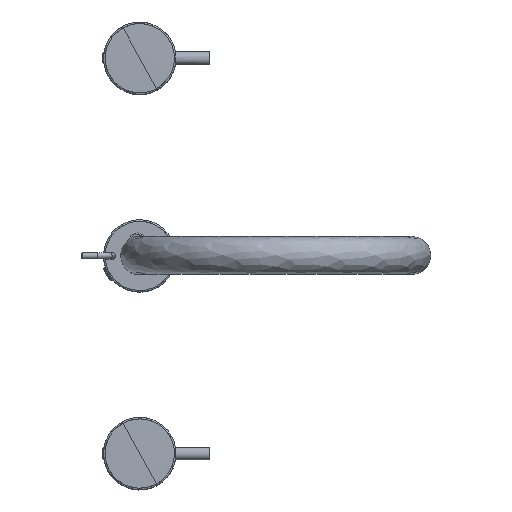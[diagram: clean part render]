
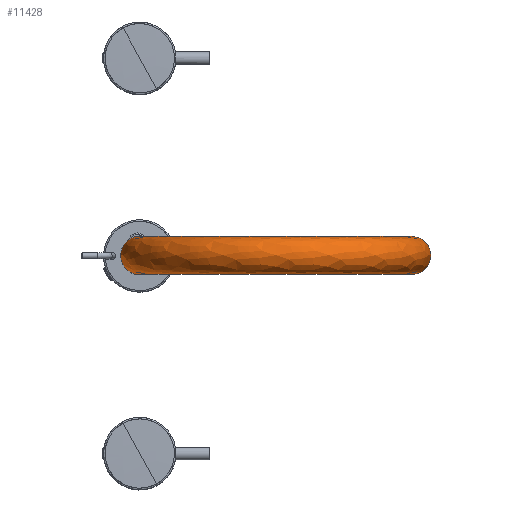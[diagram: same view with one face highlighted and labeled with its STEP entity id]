
A CAD part, top view. The second image highlights one B-rep face of the part: STEP entity #11428.
In plain terms, the highlighted face is a revolution surface.
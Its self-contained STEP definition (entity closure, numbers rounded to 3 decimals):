
#11375=CARTESIAN_POINT('Control Point',(172.,12.,194.3)) ;
#11376=CARTESIAN_POINT('Control Point',(173.885,12.,194.3)) ;
#11377=CARTESIAN_POINT('Control Point',(175.77,11.63,194.3)) ;
#11378=CARTESIAN_POINT('Control Point',(177.558,10.889,194.3)) ;
#11379=CARTESIAN_POINT('Control Point',(180.747,8.747,194.3)) ;
#11380=CARTESIAN_POINT('Control Point',(182.889,5.558,194.3)) ;
#11381=CARTESIAN_POINT('Control Point',(183.63,3.77,194.3)) ;
#11382=CARTESIAN_POINT('Control Point',(184.37,0.,194.3)) ;
#11383=CARTESIAN_POINT('Control Point',(183.63,-3.77,194.3)) ;
#11384=CARTESIAN_POINT('Control Point',(182.889,-5.558,194.3)) ;
#11385=CARTESIAN_POINT('Control Point',(180.747,-8.747,194.3)) ;
#11386=CARTESIAN_POINT('Control Point',(177.558,-10.889,194.3)) ;
#11387=CARTESIAN_POINT('Control Point',(175.77,-11.63,194.3)) ;
#11388=CARTESIAN_POINT('Control Point',(173.885,-12.,194.3)) ;
#11389=CARTESIAN_POINT('Control Point',(172.,-12.,194.3)) ;
#11390=CARTESIAN_POINT('Axis1P Location',(86.,0.,194.3)) ;
#11394=CARTESIAN_POINT('Axis2P3D Location',(86.,12.,194.3)) ;
#11398=CARTESIAN_POINT('Vertex',(0.,12.,194.3)) ;
#11400=CARTESIAN_POINT('Vertex',(172.,12.,194.3)) ;
#11403=CARTESIAN_POINT('Axis2P3D Location',(172.,0.,194.3)) ;
#11407=CARTESIAN_POINT('Vertex',(172.,-12.,194.3)) ;
#11410=CARTESIAN_POINT('Axis2P3D Location',(86.,-12.,194.3)) ;
#11414=CARTESIAN_POINT('Vertex',(0.,-12.,194.3)) ;
#11417=CARTESIAN_POINT('Axis2P3D Location',(0.,0.,194.3)) ;
#11391=DIRECTION('Axis1P Direction',(0.,-1.,0.)) ;
#11395=DIRECTION('Axis2P3D Direction',(0.,-1.,0.)) ;
#11404=DIRECTION('Axis2P3D Direction',(0.,0.,-1.)) ;
#11411=DIRECTION('Axis2P3D Direction',(0.,-1.,0.)) ;
#11418=DIRECTION('Axis2P3D Direction',(0.,0.,1.)) ;
#11396=AXIS2_PLACEMENT_3D('Circle Axis2P3D',#11394,#11395,$) ;
#11405=AXIS2_PLACEMENT_3D('Circle Axis2P3D',#11403,#11404,$) ;
#11412=AXIS2_PLACEMENT_3D('Circle Axis2P3D',#11410,#11411,$) ;
#11419=AXIS2_PLACEMENT_3D('Circle Axis2P3D',#11417,#11418,$) ;
#11397=CIRCLE('generated circle',#11396,86.) ;
#11406=CIRCLE('generated circle',#11405,12.) ;
#11413=CIRCLE('generated circle',#11412,86.) ;
#11420=CIRCLE('generated circle',#11419,12.) ;
#11393=SURFACE_OF_REVOLUTION('Surface of Revolution',#11374,#11392) ;
#11392=AXIS1_PLACEMENT('Revolution Surface Axis1P',#11390,#11391) ;
#11402=EDGE_CURVE('',#11399,#11401,#11397,.F.) ;
#11409=EDGE_CURVE('',#11401,#11408,#11406,.T.) ;
#11416=EDGE_CURVE('',#11408,#11415,#11413,.T.) ;
#11421=EDGE_CURVE('',#11415,#11399,#11420,.F.) ;
#11423=ORIENTED_EDGE('',*,*,#11402,.T.) ;
#11424=ORIENTED_EDGE('',*,*,#11409,.T.) ;
#11425=ORIENTED_EDGE('',*,*,#11416,.T.) ;
#11426=ORIENTED_EDGE('',*,*,#11421,.T.) ;
#11422=EDGE_LOOP('',(#11423,#11424,#11425,#11426)) ;
#11399=VERTEX_POINT('',#11398) ;
#11401=VERTEX_POINT('',#11400) ;
#11408=VERTEX_POINT('',#11407) ;
#11415=VERTEX_POINT('',#11414) ;
#11428=ADVANCED_FACE('PartBody',(#11427),#11393,.F.) ;
#11374=B_SPLINE_CURVE_WITH_KNOTS('',5,(#11375,#11376,#11377,#11378,#11379,#11380,#11381,#11382,#11383,#11384,#11385,#11386,#11387,#11388,#11389),.UNSPECIFIED.,.F.,.U.,(6,3,3,3,6),(0.,9.425,18.85,28.274,37.699),.UNSPECIFIED.) ;
#11427=FACE_OUTER_BOUND('',#11422,.T.) ;
